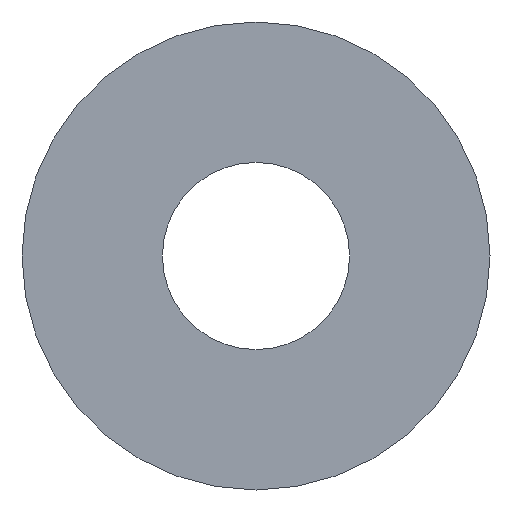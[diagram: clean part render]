
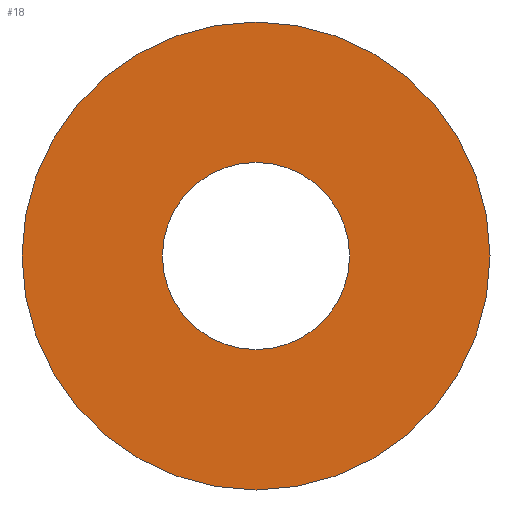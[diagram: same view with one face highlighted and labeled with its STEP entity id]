
A CAD part, front view. The second image highlights one B-rep face of the part: STEP entity #18.
In plain terms, the highlighted planar face has unit normal (0, -1, 0).
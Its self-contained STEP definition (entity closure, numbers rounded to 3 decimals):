
#2 = AXIS2_PLACEMENT_3D ( 'NONE', #166, #200, #49 ) ;
#10 = VERTEX_POINT ( 'NONE', #129 ) ;
#18 = ADVANCED_FACE ( 'NONE', ( #47, #183 ), #30, .F. ) ;
#23 = CIRCLE ( 'NONE', #56, 1.6 ) ;
#24 = VERTEX_POINT ( 'NONE', #113 ) ;
#26 = VERTEX_POINT ( 'NONE', #83 ) ;
#29 = DIRECTION ( 'NONE',  ( 0., 0., 1. ) ) ;
#30 = PLANE ( 'NONE',  #2 ) ;
#34 = CARTESIAN_POINT ( 'NONE',  ( 0., 0., 0. ) ) ;
#41 = EDGE_CURVE ( 'NONE', #10, #24, #23, .T. ) ;
#47 = FACE_OUTER_BOUND ( 'NONE', #144, .T. ) ;
#49 = DIRECTION ( 'NONE',  ( 0., 0., 1. ) ) ;
#52 = DIRECTION ( 'NONE',  ( 0., 0., 1. ) ) ;
#53 = CARTESIAN_POINT ( 'NONE',  ( 0., 0., 0. ) ) ;
#56 = AXIS2_PLACEMENT_3D ( 'NONE', #34, #182, #29 ) ;
#58 = ORIENTED_EDGE ( 'NONE', *, *, #41, .T. ) ;
#70 = CIRCLE ( 'NONE', #135, 4. ) ;
#75 = EDGE_CURVE ( 'NONE', #26, #150, #107, .T. ) ;
#79 = ORIENTED_EDGE ( 'NONE', *, *, #128, .T. ) ;
#83 = CARTESIAN_POINT ( 'NONE',  ( 0., 0., 4. ) ) ;
#87 = DIRECTION ( 'NONE',  ( 0., 1., 0. ) ) ;
#95 = ORIENTED_EDGE ( 'NONE', *, *, #204, .F. ) ;
#97 = EDGE_LOOP ( 'NONE', ( #58, #79 ) ) ;
#105 = AXIS2_PLACEMENT_3D ( 'NONE', #53, #87, #171 ) ;
#107 = CIRCLE ( 'NONE', #147, 4. ) ;
#113 = CARTESIAN_POINT ( 'NONE',  ( 0., 0., 1.6 ) ) ;
#128 = EDGE_CURVE ( 'NONE', #24, #10, #202, .T. ) ;
#129 = CARTESIAN_POINT ( 'NONE',  ( 0., 0., -1.6 ) ) ;
#135 = AXIS2_PLACEMENT_3D ( 'NONE', #206, #155, #52 ) ;
#137 = CARTESIAN_POINT ( 'NONE',  ( 0., 0., -4. ) ) ;
#144 = EDGE_LOOP ( 'NONE', ( #95, #195 ) ) ;
#147 = AXIS2_PLACEMENT_3D ( 'NONE', #211, #214, #201 ) ;
#150 = VERTEX_POINT ( 'NONE', #137 ) ;
#155 = DIRECTION ( 'NONE',  ( 0., 1., 0. ) ) ;
#166 = CARTESIAN_POINT ( 'NONE',  ( 0., 0., 0. ) ) ;
#171 = DIRECTION ( 'NONE',  ( 0., 0., 1. ) ) ;
#182 = DIRECTION ( 'NONE',  ( 0., 1., 0. ) ) ;
#183 = FACE_BOUND ( 'NONE', #97, .T. ) ;
#195 = ORIENTED_EDGE ( 'NONE', *, *, #75, .F. ) ;
#200 = DIRECTION ( 'NONE',  ( 0., 1., 0. ) ) ;
#201 = DIRECTION ( 'NONE',  ( 0., 0., 1. ) ) ;
#202 = CIRCLE ( 'NONE', #105, 1.6 ) ;
#204 = EDGE_CURVE ( 'NONE', #150, #26, #70, .T. ) ;
#206 = CARTESIAN_POINT ( 'NONE',  ( 0., 0., 0. ) ) ;
#211 = CARTESIAN_POINT ( 'NONE',  ( 0., 0., 0. ) ) ;
#214 = DIRECTION ( 'NONE',  ( 0., 1., 0. ) ) ;
